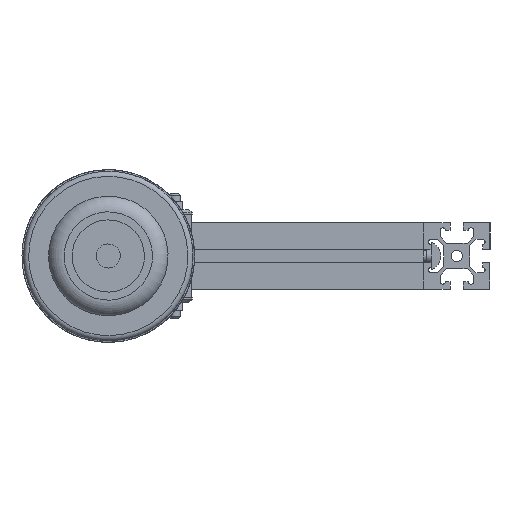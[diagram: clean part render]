
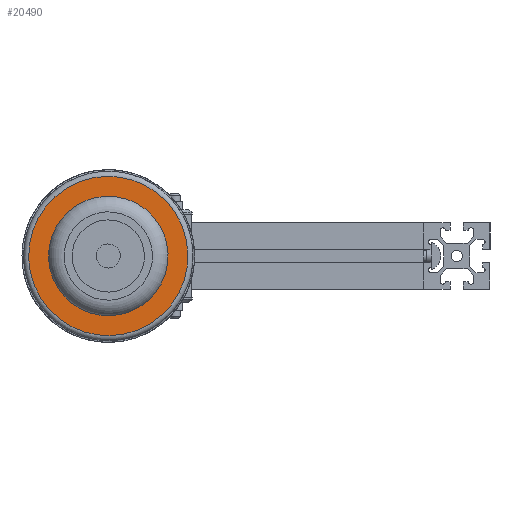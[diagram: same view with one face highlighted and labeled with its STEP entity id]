
A CAD part, left-side view. The second image highlights one B-rep face of the part: STEP entity #20490.
In plain terms, the highlighted planar face has unit normal (-1, 0, 0).
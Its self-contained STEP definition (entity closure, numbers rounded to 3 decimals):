
#1282=FACE_BOUND('',#4039,.T.);
#1842=PLANE('',#22679);
#2826=FACE_OUTER_BOUND('',#4038,.T.);
#4038=EDGE_LOOP('',(#16162,#16163));
#4039=EDGE_LOOP('',(#16164,#16165));
#8067=CIRCLE('',#21823,36.);
#8068=CIRCLE('',#21824,36.);
#8338=CIRCLE('',#22680,48.);
#8339=CIRCLE('',#22681,48.);
#9131=VERTEX_POINT('',#31319);
#9132=VERTEX_POINT('',#31321);
#9783=VERTEX_POINT('',#34749);
#9784=VERTEX_POINT('',#34750);
#11176=EDGE_CURVE('',#9132,#9131,#8067,.T.);
#11177=EDGE_CURVE('',#9131,#9132,#8068,.T.);
#12169=EDGE_CURVE('',#9783,#9784,#8338,.T.);
#12170=EDGE_CURVE('',#9784,#9783,#8339,.T.);
#16162=ORIENTED_EDGE('',*,*,#12169,.F.);
#16163=ORIENTED_EDGE('',*,*,#12170,.F.);
#16164=ORIENTED_EDGE('',*,*,#11176,.T.);
#16165=ORIENTED_EDGE('',*,*,#11177,.T.);
#20490=ADVANCED_FACE('',(#2826,#1282),#1842,.T.);
#21823=AXIS2_PLACEMENT_3D('',#31322,#24812,#24813);
#21824=AXIS2_PLACEMENT_3D('',#31323,#24814,#24815);
#22679=AXIS2_PLACEMENT_3D('',#34748,#27004,#27005);
#22680=AXIS2_PLACEMENT_3D('',#34751,#27006,#27007);
#22681=AXIS2_PLACEMENT_3D('',#34752,#27008,#27009);
#24812=DIRECTION('center_axis',(1.,0.,0.));
#24813=DIRECTION('ref_axis',(0.,0.,-1.));
#24814=DIRECTION('center_axis',(1.,0.,0.));
#24815=DIRECTION('ref_axis',(0.,0.,-1.));
#27004=DIRECTION('center_axis',(-1.,0.,0.));
#27005=DIRECTION('ref_axis',(0.,0.,1.));
#27006=DIRECTION('center_axis',(1.,0.,0.));
#27007=DIRECTION('ref_axis',(0.,-1.,0.));
#27008=DIRECTION('center_axis',(1.,0.,0.));
#27009=DIRECTION('ref_axis',(0.,-1.,0.));
#31319=CARTESIAN_POINT('',(40.096,-22.198,0.));
#31321=CARTESIAN_POINT('',(40.096,49.802,0.));
#31322=CARTESIAN_POINT('Origin',(40.096,13.802,0.));
#31323=CARTESIAN_POINT('Origin',(40.096,13.802,0.));
#34748=CARTESIAN_POINT('Origin',(40.096,64.802,0.));
#34749=CARTESIAN_POINT('',(40.096,61.802,0.));
#34750=CARTESIAN_POINT('',(40.096,13.802,48.));
#34751=CARTESIAN_POINT('Origin',(40.096,13.802,0.));
#34752=CARTESIAN_POINT('Origin',(40.096,13.802,0.));
